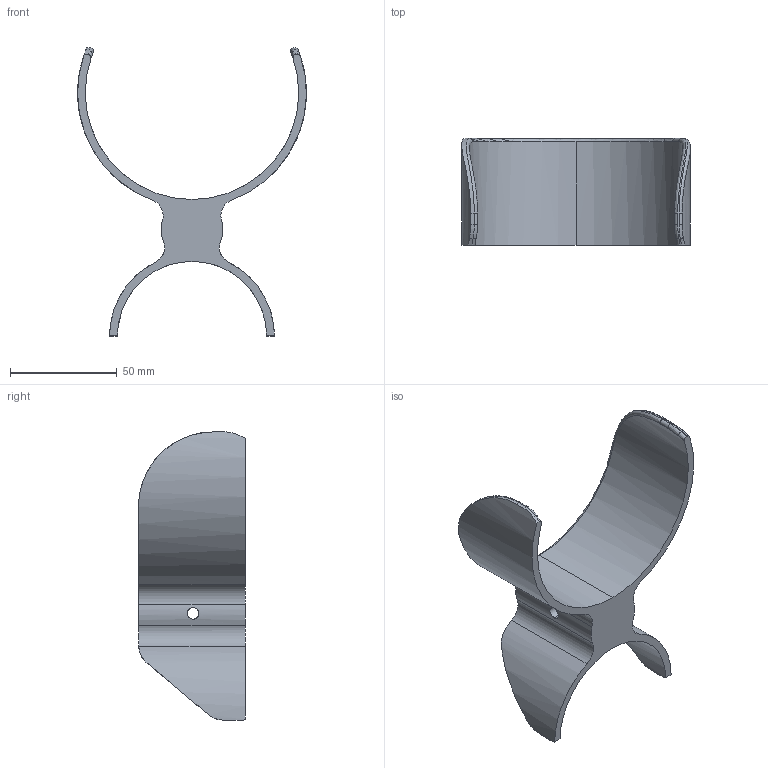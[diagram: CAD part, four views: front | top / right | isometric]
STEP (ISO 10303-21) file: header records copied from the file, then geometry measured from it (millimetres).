
FILE_DESCRIPTION (( 'STEP AP214' ), '1' );
FILE_NAME ('armrest-120724SLDPRT.STEP', '2024-07-11T21:57:32', ( '' ), ( '' ), 'SwSTEP 2.0', 'SolidWorks 2021', '' );
FILE_SCHEMA (( 'AUTOMOTIVE_DESIGN' ));
Length unit declared in the file: millimetre
Products named in the file (1): armrest-120724SLDPRT
Bounding box: 107.2 x 50 x 135 mm (x, y, z)
Volume: 67639.3 mm3; surface area: 35258.3 mm2
Topology: 1 solids, 1 shells, 56 faces, 144 edges, 91 vertices
Faces by surface type: cylinder 29, plane 13, bspline 10, cone 2, torus 2
Entity records: 2754 total; most frequent: CARTESIAN_POINT 1472, ORIENTED_EDGE 288, DIRECTION 229, EDGE_CURVE 144, VERTEX_POINT 91, AXIS2_PLACEMENT_3D 90, EDGE_LOOP 61, FACE_OUTER_BOUND 56
